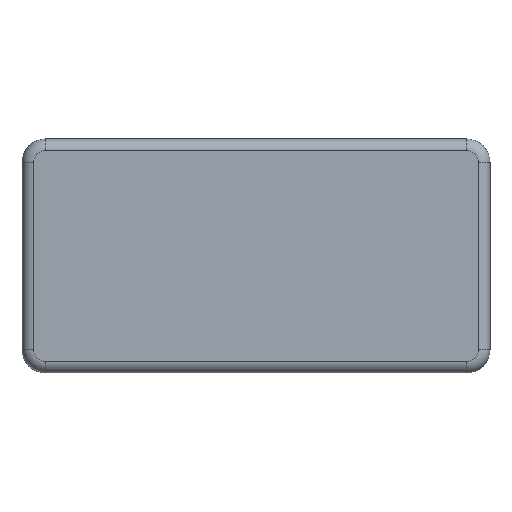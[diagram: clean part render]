
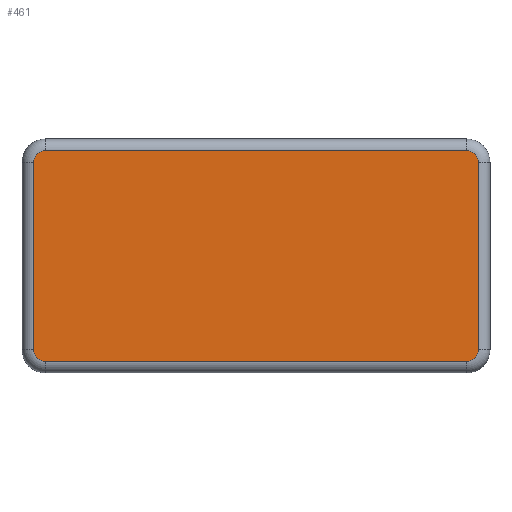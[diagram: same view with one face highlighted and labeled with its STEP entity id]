
A CAD part, front view. The second image highlights one B-rep face of the part: STEP entity #461.
In plain terms, the highlighted planar face has unit normal (0, -1, 0).
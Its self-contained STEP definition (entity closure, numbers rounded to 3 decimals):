
#12 = VERTEX_POINT ( 'NONE', #3025 ) ;
#113 = CARTESIAN_POINT ( 'NONE',  ( 28.5, 0., 0. ) ) ;
#137 = CARTESIAN_POINT ( 'NONE',  ( -27., 0., -27. ) ) ;
#187 = CARTESIAN_POINT ( 'NONE',  ( -28.5, 0., -3. ) ) ;
#195 = DIRECTION ( 'NONE',  ( 0., 1., 0. ) ) ;
#264 = VERTEX_POINT ( 'NONE', #1731 ) ;
#287 = VECTOR ( 'NONE', #996, 1000. ) ;
#333 = ORIENTED_EDGE ( 'NONE', *, *, #1771, .T. ) ;
#356 = ORIENTED_EDGE ( 'NONE', *, *, #2932, .T. ) ;
#403 = PLANE ( 'NONE',  #3426 ) ;
#455 = EDGE_CURVE ( 'NONE', #12, #3086, #730, .T. ) ;
#458 = VERTEX_POINT ( 'NONE', #1876 ) ;
#461 = ADVANCED_FACE ( 'NONE', ( #2218 ), #403, .T. ) ;
#468 = DIRECTION ( 'NONE',  ( 0., 0., -1. ) ) ;
#585 = EDGE_CURVE ( 'NONE', #1099, #458, #3361, .T. ) ;
#617 = LINE ( 'NONE', #113, #287 ) ;
#649 = VECTOR ( 'NONE', #683, 1000. ) ;
#676 = CARTESIAN_POINT ( 'NONE',  ( 27., 0., -1.5 ) ) ;
#683 = DIRECTION ( 'NONE',  ( 1., 0., 0. ) ) ;
#703 = ORIENTED_EDGE ( 'NONE', *, *, #2989, .T. ) ;
#730 = CIRCLE ( 'NONE', #3069, 1.5 ) ;
#763 = CARTESIAN_POINT ( 'NONE',  ( 27., 0., -27. ) ) ;
#996 = DIRECTION ( 'NONE',  ( 0., 0., 1. ) ) ;
#1099 = VERTEX_POINT ( 'NONE', #187 ) ;
#1246 = CARTESIAN_POINT ( 'NONE',  ( 28.5, 0., -27. ) ) ;
#1303 = CARTESIAN_POINT ( 'NONE',  ( -30., 0., -1.5 ) ) ;
#1405 = CARTESIAN_POINT ( 'NONE',  ( 27., 0., -3. ) ) ;
#1594 = EDGE_CURVE ( 'NONE', #3634, #3180, #2257, .T. ) ;
#1599 = CARTESIAN_POINT ( 'NONE',  ( 30., 0., -28.5 ) ) ;
#1701 = ORIENTED_EDGE ( 'NONE', *, *, #1594, .F. ) ;
#1723 = DIRECTION ( 'NONE',  ( 0., 1., 0. ) ) ;
#1731 = CARTESIAN_POINT ( 'NONE',  ( 27., 0., -28.5 ) ) ;
#1771 = EDGE_CURVE ( 'NONE', #3634, #458, #2765, .T. ) ;
#1777 = EDGE_LOOP ( 'NONE', ( #2704, #703, #2279, #3356, #2357, #356, #1701, #333 ) ) ;
#1842 = AXIS2_PLACEMENT_3D ( 'NONE', #2333, #1723, #2943 ) ;
#1876 = CARTESIAN_POINT ( 'NONE',  ( -27., 0., -1.5 ) ) ;
#1919 = DIRECTION ( 'NONE',  ( 0., -1., 0. ) ) ;
#2100 = AXIS2_PLACEMENT_3D ( 'NONE', #763, #3818, #3169 ) ;
#2122 = AXIS2_PLACEMENT_3D ( 'NONE', #1405, #195, #3786 ) ;
#2218 = FACE_OUTER_BOUND ( 'NONE', #1777, .T. ) ;
#2257 = CIRCLE ( 'NONE', #2122, 1.5 ) ;
#2279 = ORIENTED_EDGE ( 'NONE', *, *, #455, .F. ) ;
#2311 = CARTESIAN_POINT ( 'NONE',  ( -28.5, 0., -30. ) ) ;
#2333 = CARTESIAN_POINT ( 'NONE',  ( -27., 0., -3. ) ) ;
#2357 = ORIENTED_EDGE ( 'NONE', *, *, #2597, .F. ) ;
#2575 = VERTEX_POINT ( 'NONE', #1246 ) ;
#2597 = EDGE_CURVE ( 'NONE', #2575, #264, #2902, .T. ) ;
#2704 = ORIENTED_EDGE ( 'NONE', *, *, #585, .F. ) ;
#2765 = LINE ( 'NONE', #1303, #2815 ) ;
#2815 = VECTOR ( 'NONE', #3114, 1000. ) ;
#2902 = CIRCLE ( 'NONE', #2100, 1.5 ) ;
#2932 = EDGE_CURVE ( 'NONE', #2575, #3180, #617, .T. ) ;
#2943 = DIRECTION ( 'NONE',  ( 0., 0., -1. ) ) ;
#2947 = CARTESIAN_POINT ( 'NONE',  ( -28.5, 0., -27. ) ) ;
#2949 = LINE ( 'NONE', #2311, #3248 ) ;
#2989 = EDGE_CURVE ( 'NONE', #1099, #3086, #2949, .T. ) ;
#3025 = CARTESIAN_POINT ( 'NONE',  ( -27., 0., -28.5 ) ) ;
#3069 = AXIS2_PLACEMENT_3D ( 'NONE', #137, #3515, #3468 ) ;
#3086 = VERTEX_POINT ( 'NONE', #2947 ) ;
#3114 = DIRECTION ( 'NONE',  ( -1., 0., 0. ) ) ;
#3169 = DIRECTION ( 'NONE',  ( 0., 0., -1. ) ) ;
#3173 = CARTESIAN_POINT ( 'NONE',  ( -30., 0., -30. ) ) ;
#3180 = VERTEX_POINT ( 'NONE', #3469 ) ;
#3203 = DIRECTION ( 'NONE',  ( 0., 0., -1. ) ) ;
#3248 = VECTOR ( 'NONE', #468, 1000. ) ;
#3356 = ORIENTED_EDGE ( 'NONE', *, *, #3931, .T. ) ;
#3361 = CIRCLE ( 'NONE', #1842, 1.5 ) ;
#3426 = AXIS2_PLACEMENT_3D ( 'NONE', #3173, #1919, #3203 ) ;
#3468 = DIRECTION ( 'NONE',  ( 0., 0., -1. ) ) ;
#3469 = CARTESIAN_POINT ( 'NONE',  ( 28.5, 0., -3. ) ) ;
#3515 = DIRECTION ( 'NONE',  ( 0., 1., 0. ) ) ;
#3634 = VERTEX_POINT ( 'NONE', #676 ) ;
#3705 = LINE ( 'NONE', #1599, #649 ) ;
#3786 = DIRECTION ( 'NONE',  ( 0., 0., -1. ) ) ;
#3818 = DIRECTION ( 'NONE',  ( 0., 1., 0. ) ) ;
#3931 = EDGE_CURVE ( 'NONE', #12, #264, #3705, .T. ) ;
